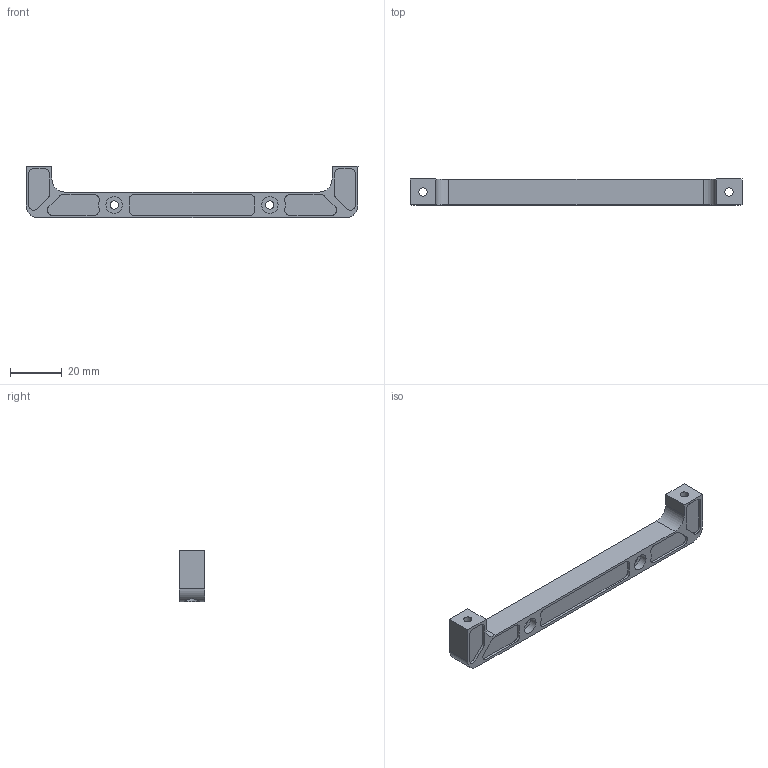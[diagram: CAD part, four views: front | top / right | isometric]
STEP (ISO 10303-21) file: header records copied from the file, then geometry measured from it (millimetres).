
FILE_DESCRIPTION(('FreeCAD Model'),'2;1');
FILE_NAME('Support-Batterie-Astep.step','2015-09-06T21:58:52',('Author'),( ''),'Open CASCADE STEP processor 6.8','FreeCAD','Unknown');
FILE_SCHEMA(('AUTOMOTIVE_DESIGN_CC2 { 1 2 10303 214 -1 1 5 4 }'));
Length unit declared in the file: millimetre
Products named in the file (1): Pocket008
Bounding box: 128 x 10 x 20 mm (x, y, z)
Volume: 12563.8 mm3; surface area: 7216.3 mm2
Topology: 1 solids, 1 shells, 71 faces, 187 edges, 125 vertices
Faces by surface type: cylinder 36, plane 35
Full cylindrical faces by diameter (mm): 3.2 x4, 6.4 x4
Entity records: 5101 total; most frequent: CARTESIAN_POINT 1256, DIRECTION 745, LINE 403, VECTOR 403, ORIENTED_EDGE 374, PCURVE 374, DEFINITIONAL_REPRESENTATION 374, EDGE_CURVE 187
